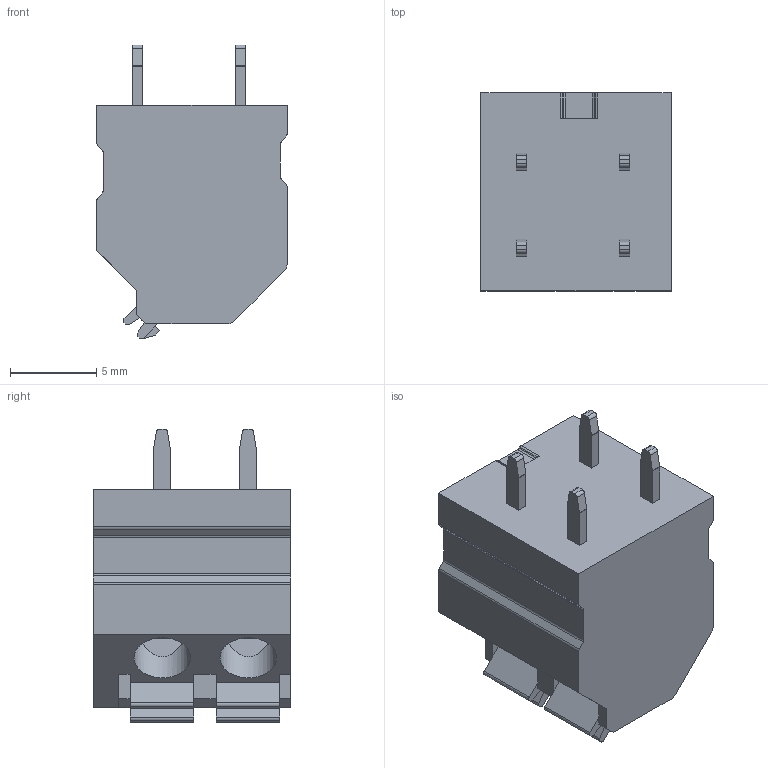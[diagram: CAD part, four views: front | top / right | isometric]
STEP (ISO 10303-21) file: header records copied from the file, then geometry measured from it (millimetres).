
FILE_DESCRIPTION((''),'2;1');
FILE_NAME('DB252-50-1P','2022-12-20T',('86134'),(''),'PRO/ENGINEER BY PARAMETRIC TECHNOLOGY CORPORATION, 2010280','PRO/ENGINEER BY PARAMETRIC TECHNOLOGY CORPORATION, 2010280','');
FILE_SCHEMA(('CONFIG_CONTROL_DESIGN'));
Length unit declared in the file: millimetre
Products named in the file (1): DB252-50-1P
Bounding box: 11.05 x 11.5 x 17.07 mm (x, y, z)
Volume: 1370.8 mm3; surface area: 934.4 mm2
Topology: 1 solids, 8 shells, 230 faces, 612 edges, 396 vertices
Faces by surface type: plane 143, cylinder 77, cone 10
Entity records: 7216 total; most frequent: CARTESIAN_POINT 1308, DIRECTION 1230, ORIENTED_EDGE 1224, EDGE_CURVE 612, VECTOR 430, LINE 430, AXIS2_PLACEMENT_3D 400, VERTEX_POINT 396
